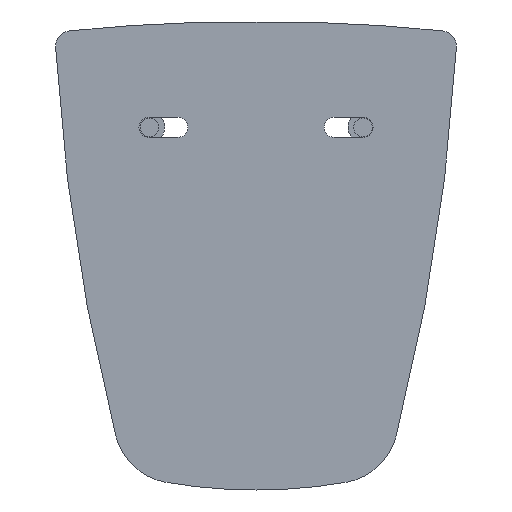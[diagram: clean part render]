
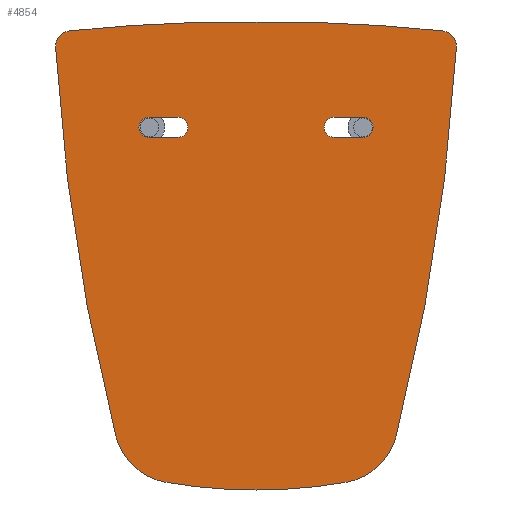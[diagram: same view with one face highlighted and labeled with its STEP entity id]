
A CAD part, front view. The second image highlights one B-rep face of the part: STEP entity #4854.
In plain terms, the highlighted planar face has unit normal (0, -1, 0).
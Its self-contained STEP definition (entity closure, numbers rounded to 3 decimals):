
#57=FACE_BOUND('',#954,.T.);
#58=FACE_BOUND('',#955,.T.);
#121=CIRCLE('',#5113,20.);
#122=CIRCLE('',#5115,167.933);
#123=CIRCLE('',#5117,167.933);
#124=CIRCLE('',#5119,20.);
#147=CIRCLE('',#5166,3.25);
#148=CIRCLE('',#5169,3.25);
#149=CIRCLE('',#5174,3.25);
#150=CIRCLE('',#5177,3.25);
#151=CIRCLE('',#5179,655.483);
#152=CIRCLE('',#5181,5.);
#153=CIRCLE('',#5183,515.068);
#154=CIRCLE('',#5185,515.068);
#155=CIRCLE('',#5187,5.);
#156=CIRCLE('',#5189,655.483);
#378=PLANE('',#5190);
#650=FACE_OUTER_BOUND('',#953,.T.);
#953=EDGE_LOOP('',(#4488,#4489,#4490,#4491,#4492,#4493,#4494,#4495,#4496,
#4497));
#954=EDGE_LOOP('',(#4498,#4499,#4500,#4501));
#955=EDGE_LOOP('',(#4502,#4503,#4504,#4505));
#1507=LINE('',#10966,#1841);
#1511=LINE('',#10976,#1845);
#1516=LINE('',#10988,#1850);
#1518=LINE('',#10994,#1852);
#1841=VECTOR('',#6121,9.);
#1845=VECTOR('',#6131,9.);
#1850=VECTOR('',#6146,9.);
#1852=VECTOR('',#6154,9.);
#2314=VERTEX_POINT('',#10329);
#2315=VERTEX_POINT('',#10331);
#2317=VERTEX_POINT('',#10340);
#2318=VERTEX_POINT('',#10344);
#2321=VERTEX_POINT('',#10359);
#2368=VERTEX_POINT('',#10963);
#2369=VERTEX_POINT('',#10965);
#2370=VERTEX_POINT('',#10969);
#2371=VERTEX_POINT('',#10973);
#2372=VERTEX_POINT('',#10975);
#2373=VERTEX_POINT('',#10979);
#2374=VERTEX_POINT('',#10986);
#2375=VERTEX_POINT('',#10992);
#2376=VERTEX_POINT('',#10998);
#2377=VERTEX_POINT('',#11002);
#2378=VERTEX_POINT('',#11006);
#2379=VERTEX_POINT('',#11013);
#2380=VERTEX_POINT('',#11017);
#2977=EDGE_CURVE('',#2315,#2314,#121,.T.);
#2981=EDGE_CURVE('',#2314,#2317,#122,.T.);
#2983=EDGE_CURVE('',#2317,#2318,#123,.T.);
#2987=EDGE_CURVE('',#2318,#2321,#124,.T.);
#3065=EDGE_CURVE('',#2369,#2368,#1507,.T.);
#3068=EDGE_CURVE('',#2368,#2370,#147,.T.);
#3070=EDGE_CURVE('',#2372,#2371,#1511,.T.);
#3073=EDGE_CURVE('',#2371,#2373,#148,.T.);
#3076=EDGE_CURVE('',#2370,#2374,#1516,.T.);
#3077=EDGE_CURVE('',#2374,#2369,#149,.T.);
#3079=EDGE_CURVE('',#2373,#2375,#1518,.T.);
#3080=EDGE_CURVE('',#2375,#2372,#150,.T.);
#3082=EDGE_CURVE('',#2321,#2376,#151,.T.);
#3084=EDGE_CURVE('',#2376,#2377,#152,.T.);
#3086=EDGE_CURVE('',#2377,#2378,#153,.T.);
#3088=EDGE_CURVE('',#2378,#2379,#154,.T.);
#3090=EDGE_CURVE('',#2379,#2380,#155,.T.);
#3091=EDGE_CURVE('',#2380,#2315,#156,.T.);
#4488=ORIENTED_EDGE('',*,*,#3088,.T.);
#4489=ORIENTED_EDGE('',*,*,#3090,.T.);
#4490=ORIENTED_EDGE('',*,*,#3091,.T.);
#4491=ORIENTED_EDGE('',*,*,#2977,.T.);
#4492=ORIENTED_EDGE('',*,*,#2981,.T.);
#4493=ORIENTED_EDGE('',*,*,#2983,.T.);
#4494=ORIENTED_EDGE('',*,*,#2987,.T.);
#4495=ORIENTED_EDGE('',*,*,#3082,.T.);
#4496=ORIENTED_EDGE('',*,*,#3084,.T.);
#4497=ORIENTED_EDGE('',*,*,#3086,.T.);
#4498=ORIENTED_EDGE('',*,*,#3065,.T.);
#4499=ORIENTED_EDGE('',*,*,#3068,.T.);
#4500=ORIENTED_EDGE('',*,*,#3076,.T.);
#4501=ORIENTED_EDGE('',*,*,#3077,.T.);
#4502=ORIENTED_EDGE('',*,*,#3070,.T.);
#4503=ORIENTED_EDGE('',*,*,#3073,.T.);
#4504=ORIENTED_EDGE('',*,*,#3079,.T.);
#4505=ORIENTED_EDGE('',*,*,#3080,.T.);
#4854=ADVANCED_FACE('',(#650,#57,#58),#378,.T.);
#5113=AXIS2_PLACEMENT_3D('',#10332,#5979,#5980);
#5115=AXIS2_PLACEMENT_3D('',#10342,#5985,#5986);
#5117=AXIS2_PLACEMENT_3D('',#10346,#5990,#5991);
#5119=AXIS2_PLACEMENT_3D('',#10361,#5995,#5996);
#5166=AXIS2_PLACEMENT_3D('',#10971,#6126,#6127);
#5169=AXIS2_PLACEMENT_3D('',#10981,#6136,#6137);
#5174=AXIS2_PLACEMENT_3D('',#10990,#6149,#6150);
#5177=AXIS2_PLACEMENT_3D('',#10996,#6157,#6158);
#5179=AXIS2_PLACEMENT_3D('',#11000,#6162,#6163);
#5181=AXIS2_PLACEMENT_3D('',#11004,#6167,#6168);
#5183=AXIS2_PLACEMENT_3D('',#11011,#6171,#6172);
#5185=AXIS2_PLACEMENT_3D('',#11015,#6176,#6177);
#5187=AXIS2_PLACEMENT_3D('',#11019,#6181,#6182);
#5189=AXIS2_PLACEMENT_3D('',#11021,#6185,#6186);
#5190=AXIS2_PLACEMENT_3D('',#11022,#6187,#6188);
#5979=DIRECTION('center_axis',(0.,-1.,0.));
#5980=DIRECTION('ref_axis',(-0.969,0.,-0.247));
#5985=DIRECTION('center_axis',(0.,-1.,0.));
#5986=DIRECTION('ref_axis',(-0.17,0.,-0.985));
#5990=DIRECTION('center_axis',(0.,-1.,0.));
#5991=DIRECTION('ref_axis',(-0.001,0.,-1.));
#5995=DIRECTION('center_axis',(0.,-1.,0.));
#5996=DIRECTION('ref_axis',(0.17,0.,-0.985));
#6121=DIRECTION('',(1.,0.,0.));
#6126=DIRECTION('center_axis',(0.,1.,0.));
#6127=DIRECTION('ref_axis',(0.,0.,-1.));
#6131=DIRECTION('',(1.,0.,0.));
#6136=DIRECTION('center_axis',(0.,1.,0.));
#6137=DIRECTION('ref_axis',(0.,0.,1.));
#6146=DIRECTION('',(-1.,0.,0.));
#6149=DIRECTION('center_axis',(0.,1.,0.));
#6150=DIRECTION('ref_axis',(0.,0.,1.));
#6154=DIRECTION('',(-1.,0.,0.));
#6157=DIRECTION('center_axis',(0.,1.,0.));
#6158=DIRECTION('ref_axis',(0.,0.,-1.));
#6162=DIRECTION('center_axis',(0.,-1.,0.));
#6163=DIRECTION('ref_axis',(0.969,0.,-0.247));
#6167=DIRECTION('center_axis',(0.,-1.,0.));
#6168=DIRECTION('ref_axis',(0.998,0.,-0.058));
#6171=DIRECTION('center_axis',(0.,-1.,0.));
#6172=DIRECTION('ref_axis',(0.105,0.,0.994));
#6176=DIRECTION('center_axis',(0.,-1.,0.));
#6177=DIRECTION('ref_axis',(0.01,0.,1.));
#6181=DIRECTION('center_axis',(0.,-1.,0.));
#6182=DIRECTION('ref_axis',(-0.105,0.,0.994));
#6185=DIRECTION('center_axis',(0.,-1.,0.));
#6186=DIRECTION('ref_axis',(-0.998,0.,-0.058));
#6187=DIRECTION('center_axis',(0.,-1.,0.));
#6188=DIRECTION('ref_axis',(0.,0.,-1.));
#10329=CARTESIAN_POINT('',(-28.644,-20.,-112.95));
#10331=CARTESIAN_POINT('',(-44.631,-20.,-98.171));
#10332=CARTESIAN_POINT('Origin',(-25.248,-20.,-93.24));
#10340=CARTESIAN_POINT('',(0.,-20.,-115.389));
#10342=CARTESIAN_POINT('Origin',(-0.126,-20.,52.543));
#10344=CARTESIAN_POINT('',(28.644,-20.,-112.95));
#10346=CARTESIAN_POINT('Origin',(0.126,-20.,52.543));
#10359=CARTESIAN_POINT('',(44.631,-20.,-98.171));
#10361=CARTESIAN_POINT('Origin',(25.248,-20.,-93.24));
#10963=CARTESIAN_POINT('',(34.,-20.,3.263));
#10965=CARTESIAN_POINT('',(25.,-20.,3.263));
#10966=CARTESIAN_POINT('',(17.,-20.,3.263));
#10969=CARTESIAN_POINT('',(34.,-20.,-3.237));
#10971=CARTESIAN_POINT('Origin',(34.,-20.,0.013));
#10973=CARTESIAN_POINT('',(-25.,-20.,3.263));
#10975=CARTESIAN_POINT('',(-34.,-20.,3.263));
#10976=CARTESIAN_POINT('',(-12.5,-20.,3.263));
#10979=CARTESIAN_POINT('',(-25.,-20.,-3.237));
#10981=CARTESIAN_POINT('Origin',(-25.,-20.,0.013));
#10986=CARTESIAN_POINT('',(25.,-20.,-3.237));
#10988=CARTESIAN_POINT('',(12.5,-20.,-3.237));
#10990=CARTESIAN_POINT('Origin',(25.,-20.,0.013));
#10992=CARTESIAN_POINT('',(-34.,-20.,-3.237));
#10994=CARTESIAN_POINT('',(-17.,-20.,-3.237));
#10996=CARTESIAN_POINT('Origin',(-34.,-20.,0.013));
#10998=CARTESIAN_POINT('',(63.761,-20.,25.446));
#11000=CARTESIAN_POINT('Origin',(-590.621,-20.,63.428));
#11002=CARTESIAN_POINT('',(59.295,-20.,30.708));
#11004=CARTESIAN_POINT('Origin',(58.77,-20.,25.735));
#11006=CARTESIAN_POINT('',(0.,-20.,33.532));
#11011=CARTESIAN_POINT('Origin',(5.181,-20.,-481.51));
#11013=CARTESIAN_POINT('',(-59.295,-20.,30.708));
#11015=CARTESIAN_POINT('Origin',(-5.181,-20.,-481.51));
#11017=CARTESIAN_POINT('',(-63.761,-20.,25.446));
#11019=CARTESIAN_POINT('Origin',(-58.77,-20.,25.735));
#11021=CARTESIAN_POINT('Origin',(590.621,-20.,63.428));
#11022=CARTESIAN_POINT('Origin',(0.,-20.,-33.584));
